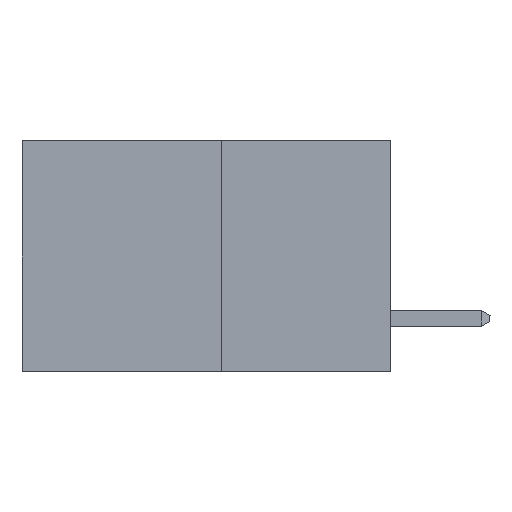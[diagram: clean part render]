
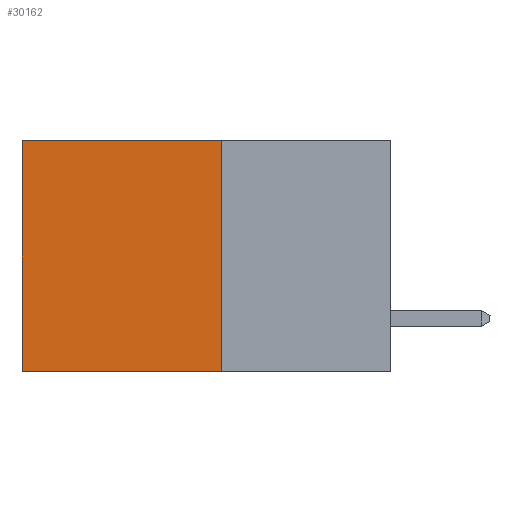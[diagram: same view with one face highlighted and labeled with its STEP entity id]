
A CAD part, left-side view. The second image highlights one B-rep face of the part: STEP entity #30162.
In plain terms, the highlighted planar face has unit normal (-1, 0, 0).
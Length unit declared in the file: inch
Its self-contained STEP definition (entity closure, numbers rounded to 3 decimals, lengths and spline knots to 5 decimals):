
#288 = ORIENTED_EDGE ( 'NONE', *, *, #27365, .T. ) ;
#615 = DIRECTION ( 'NONE',  ( 0., 0., -1. ) ) ;
#1421 = VERTEX_POINT ( 'NONE', #24254 ) ;
#3991 = DIRECTION ( 'NONE',  ( 0., 0., -1. ) ) ;
#4626 = LINE ( 'NONE', #11713, #22501 ) ;
#5344 = DIRECTION ( 'NONE',  ( 0., 1., 0. ) ) ;
#5948 = VECTOR ( 'NONE', #5344, 39.37008 ) ;
#7835 = CARTESIAN_POINT ( 'NONE',  ( 0.277, 0.27, -0.37 ) ) ;
#7935 = VERTEX_POINT ( 'NONE', #24894 ) ;
#8566 = ORIENTED_EDGE ( 'NONE', *, *, #17148, .F. ) ;
#9179 = CARTESIAN_POINT ( 'NONE',  ( 0.277, 0.27, -0.37 ) ) ;
#9285 = EDGE_CURVE ( 'NONE', #7935, #1421, #31129, .T. ) ;
#9524 = CARTESIAN_POINT ( 'NONE',  ( 0.277, 0.59, -0.37 ) ) ;
#11641 = DIRECTION ( 'NONE',  ( 0., 1., 0. ) ) ;
#11713 = CARTESIAN_POINT ( 'NONE',  ( 0.277, 0.59, -0.37 ) ) ;
#12756 = PLANE ( 'NONE',  #30783 ) ;
#14141 = DIRECTION ( 'NONE',  ( 0., 0., -1. ) ) ;
#15182 = DIRECTION ( 'NONE',  ( 1., 0., 0. ) ) ;
#16356 = CARTESIAN_POINT ( 'NONE',  ( 0.277, 0.27, -0.37 ) ) ;
#16358 = VECTOR ( 'NONE', #11641, 39.37008 ) ;
#17117 = LINE ( 'NONE', #9179, #16358 ) ;
#17148 = EDGE_CURVE ( 'NONE', #27314, #22406, #17117, .T. ) ;
#18310 = EDGE_LOOP ( 'NONE', ( #288, #8566, #26657, #21529 ) ) ;
#19359 = VECTOR ( 'NONE', #3991, 39.37008 ) ;
#20096 = FACE_OUTER_BOUND ( 'NONE', #18310, .T. ) ;
#21529 = ORIENTED_EDGE ( 'NONE', *, *, #9285, .T. ) ;
#22406 = VERTEX_POINT ( 'NONE', #9524 ) ;
#22501 = VECTOR ( 'NONE', #14141, 39.37008 ) ;
#24254 = CARTESIAN_POINT ( 'NONE',  ( 0.277, 0.59, 0. ) ) ;
#24894 = CARTESIAN_POINT ( 'NONE',  ( 0.277, 0.27, 0. ) ) ;
#26319 = CARTESIAN_POINT ( 'NONE',  ( 0.277, 0.27, 0. ) ) ;
#26634 = LINE ( 'NONE', #28171, #19359 ) ;
#26657 = ORIENTED_EDGE ( 'NONE', *, *, #29740, .F. ) ;
#27314 = VERTEX_POINT ( 'NONE', #16356 ) ;
#27365 = EDGE_CURVE ( 'NONE', #1421, #22406, #4626, .T. ) ;
#28171 = CARTESIAN_POINT ( 'NONE',  ( 0.277, 0.27, -0.37 ) ) ;
#29740 = EDGE_CURVE ( 'NONE', #7935, #27314, #26634, .T. ) ;
#30162 = ADVANCED_FACE ( 'NONE', ( #20096 ), #12756, .F. ) ;
#30783 = AXIS2_PLACEMENT_3D ( 'NONE', #7835, #15182, #615 ) ;
#31129 = LINE ( 'NONE', #26319, #5948 ) ;
